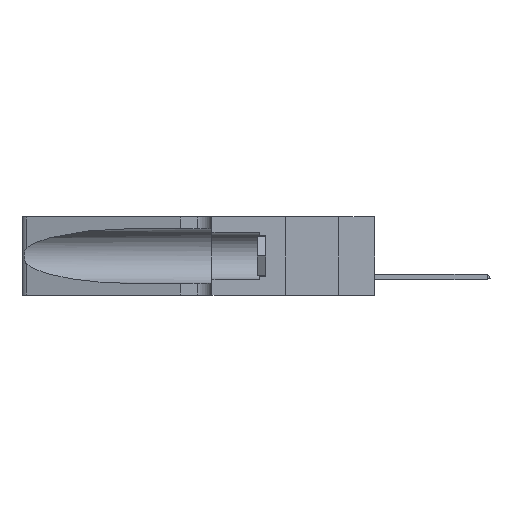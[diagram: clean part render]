
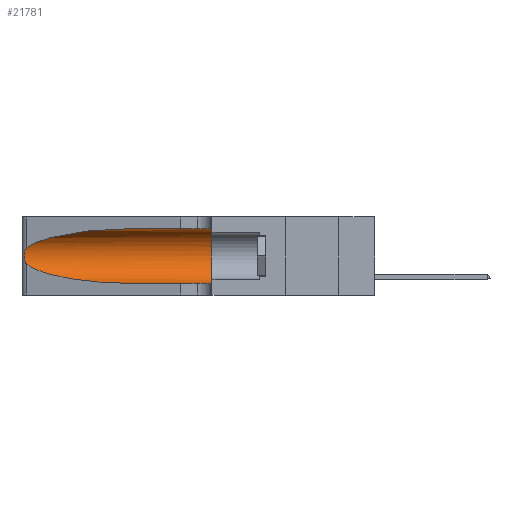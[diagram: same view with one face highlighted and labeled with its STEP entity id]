
A CAD part, left-side view. The second image highlights one B-rep face of the part: STEP entity #21781.
In plain terms, the highlighted cylindrical face has radius 3.308 mm (diameter 6.617 mm), a partial arc.
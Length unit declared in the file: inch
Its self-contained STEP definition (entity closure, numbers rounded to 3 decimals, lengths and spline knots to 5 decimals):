
#99 = CARTESIAN_POINT ( 'NONE',  ( 0.18966, 0.96281, 0.05475 ) ) ;
#489 = CARTESIAN_POINT ( 'NONE',  ( 0.26075, 1.23896, 0.178 ) ) ;
#744 = AXIS2_PLACEMENT_3D ( 'NONE', #42469, #1141, #4648 ) ;
#1141 = DIRECTION ( 'NONE',  ( 0., -1., 0. ) ) ;
#1845 = ORIENTED_EDGE ( 'NONE', *, *, #21681, .T. ) ;
#2210 = CARTESIAN_POINT ( 'NONE',  ( 0.2373, 1.15595, 0.28018 ) ) ;
#2878 = EDGE_CURVE ( 'NONE', #39280, #22514, #8610, .T. ) ;
#3697 = CARTESIAN_POINT ( 'NONE',  ( 0.25854, 1.2359, 0.20912 ) ) ;
#3842 = CARTESIAN_POINT ( 'NONE',  ( 0.25639, 1.23184, 0.21858 ) ) ;
#4648 = DIRECTION ( 'NONE',  ( 0., 0., -1. ) ) ;
#5178 = VERTEX_POINT ( 'NONE', #26552 ) ;
#5286 =( BOUNDED_CURVE ( )  B_SPLINE_CURVE ( 3, ( #13959, #41603, #99, #7264 ),
 .UNSPECIFIED., .F., .F. ) 
 B_SPLINE_CURVE_WITH_KNOTS ( ( 4, 4 ),
 ( 3.44316, 4.71239 ),
 .UNSPECIFIED. ) 
 CURVE ( )  GEOMETRIC_REPRESENTATION_ITEM ( )  RATIONAL_B_SPLINE_CURVE ( ( 1., 0.87, 0.87, 1. ) ) 
 REPRESENTATION_ITEM ( '' )  );
#6571 = LINE ( 'NONE', #24095, #23950 ) ;
#7264 = CARTESIAN_POINT ( 'NONE',  ( 0.1305, 0.72297, 0.05475 ) ) ;
#7348 = CARTESIAN_POINT ( 'NONE',  ( 0.25789, 1.23486, 0.15765 ) ) ;
#7490 = CARTESIAN_POINT ( 'NONE',  ( 0.26018, 1.23835, 0.19895 ) ) ;
#7631 = CARTESIAN_POINT ( 'NONE',  ( 0.25555, 1.22994, 0.2215 ) ) ;
#8517 = VERTEX_POINT ( 'NONE', #37180 ) ;
#8610 = CIRCLE ( 'NONE', #24442, 0.13025 ) ;
#10567 = CARTESIAN_POINT ( 'NONE',  ( 0.25555, 1.22993, 0.14849 ) ) ;
#10606 = VECTOR ( 'NONE', #21193, 39.37008 ) ;
#10753 = EDGE_CURVE ( 'NONE', #8517, #22514, #30734, .T. ) ;
#11378 = CARTESIAN_POINT ( 'NONE',  ( 0.1305, 0.35, 0.185 ) ) ;
#11627 = ORIENTED_EDGE ( 'NONE', *, *, #22411, .T. ) ;
#12587 = CARTESIAN_POINT ( 'NONE',  ( 0.18966, 0.96281, 0.31525 ) ) ;
#13049 = CARTESIAN_POINT ( 'NONE',  ( 0.25487, 1.22718, 0.14631 ) ) ;
#13959 = CARTESIAN_POINT ( 'NONE',  ( 0.25487, 1.22718, 0.14631 ) ) ;
#14177 = CARTESIAN_POINT ( 'NONE',  ( 0.25856, 1.23593, 0.16098 ) ) ;
#14328 = CARTESIAN_POINT ( 'NONE',  ( 0.25639, 1.23186, 0.15144 ) ) ;
#15218 = CARTESIAN_POINT ( 'NONE',  ( 0.1305, 0.35, 0.05475 ) ) ;
#16370 = FACE_OUTER_BOUND ( 'NONE', #22802, .T. ) ;
#20890 = B_SPLINE_CURVE_WITH_KNOTS ( 'NONE', 3,
 ( #31667, #7631, #3842, #21307, #3697, #7490, #28171, #489, #21020, #14177, #7348, #14328, #10567, #34873 ),
 .UNSPECIFIED., .F., .F.,
 ( 4, 2, 2, 2, 2, 2, 4 ),
 ( 0., 0.00027, 0.00053, 0.00107, 0.0016, 0.00187, 0.00214 ),
 .UNSPECIFIED. ) ;
#21020 = CARTESIAN_POINT ( 'NONE',  ( 0.26017, 1.23833, 0.17102 ) ) ;
#21193 = DIRECTION ( 'NONE',  ( 0., -1., 0. ) ) ;
#21307 = CARTESIAN_POINT ( 'NONE',  ( 0.25787, 1.23484, 0.2124 ) ) ;
#21681 = EDGE_CURVE ( 'NONE', #42402, #8517, #5286, .T. ) ;
#21781 = ADVANCED_FACE ( 'NONE', ( #16370 ), #28336, .F. ) ;
#21968 = CARTESIAN_POINT ( 'NONE',  ( 0.1305, 0.35, 0.31525 ) ) ;
#22411 = EDGE_CURVE ( 'NONE', #5178, #42402, #20890, .T. ) ;
#22514 = VERTEX_POINT ( 'NONE', #15218 ) ;
#22802 = EDGE_LOOP ( 'NONE', ( #38924, #11627, #1845, #27585, #24859, #33220 ) ) ;
#23539 = VERTEX_POINT ( 'NONE', #30806 ) ;
#23950 = VECTOR ( 'NONE', #24249, 39.37008 ) ;
#24095 = CARTESIAN_POINT ( 'NONE',  ( 0.1305, 1.61858, 0.31525 ) ) ;
#24249 = DIRECTION ( 'NONE',  ( 0., -1., 0. ) ) ;
#24442 = AXIS2_PLACEMENT_3D ( 'NONE', #11378, #39142, #29434 ) ;
#24859 = ORIENTED_EDGE ( 'NONE', *, *, #2878, .F. ) ;
#26403 = CARTESIAN_POINT ( 'NONE',  ( 0.1305, 0.72297, 0.31525 ) ) ;
#26552 = CARTESIAN_POINT ( 'NONE',  ( 0.25487, 1.22718, 0.22369 ) ) ;
#27585 = ORIENTED_EDGE ( 'NONE', *, *, #10753, .T. ) ;
#28171 = CARTESIAN_POINT ( 'NONE',  ( 0.26075, 1.23896, 0.19203 ) ) ;
#28336 = CYLINDRICAL_SURFACE ( 'NONE', #744, 0.13025 ) ;
#29434 = DIRECTION ( 'NONE',  ( 0., 0., 1. ) ) ;
#30734 = LINE ( 'NONE', #41567, #10606 ) ;
#30806 = CARTESIAN_POINT ( 'NONE',  ( 0.1305, 0.72297, 0.31525 ) ) ;
#31667 = CARTESIAN_POINT ( 'NONE',  ( 0.25487, 1.22718, 0.22369 ) ) ;
#33220 = ORIENTED_EDGE ( 'NONE', *, *, #42513, .F. ) ;
#34873 = CARTESIAN_POINT ( 'NONE',  ( 0.25487, 1.22718, 0.14631 ) ) ;
#35100 =( BOUNDED_CURVE ( )  B_SPLINE_CURVE ( 3, ( #26403, #12587, #2210, #40652 ),
 .UNSPECIFIED., .F., .F. ) 
 B_SPLINE_CURVE_WITH_KNOTS ( ( 4, 4 ),
 ( 1.5708, 2.84003 ),
 .UNSPECIFIED. ) 
 CURVE ( )  GEOMETRIC_REPRESENTATION_ITEM ( )  RATIONAL_B_SPLINE_CURVE ( ( 1., 0.87, 0.87, 1. ) ) 
 REPRESENTATION_ITEM ( '' )  );
#37180 = CARTESIAN_POINT ( 'NONE',  ( 0.1305, 0.72297, 0.05475 ) ) ;
#37713 = EDGE_CURVE ( 'NONE', #23539, #5178, #35100, .T. ) ;
#38924 = ORIENTED_EDGE ( 'NONE', *, *, #37713, .T. ) ;
#39142 = DIRECTION ( 'NONE',  ( 0., 1., 0. ) ) ;
#39280 = VERTEX_POINT ( 'NONE', #21968 ) ;
#40652 = CARTESIAN_POINT ( 'NONE',  ( 0.25487, 1.22718, 0.22369 ) ) ;
#41567 = CARTESIAN_POINT ( 'NONE',  ( 0.1305, 1.61858, 0.05475 ) ) ;
#41603 = CARTESIAN_POINT ( 'NONE',  ( 0.2373, 1.15595, 0.08982 ) ) ;
#42402 = VERTEX_POINT ( 'NONE', #13049 ) ;
#42469 = CARTESIAN_POINT ( 'NONE',  ( 0.1305, 1.61858, 0.185 ) ) ;
#42513 = EDGE_CURVE ( 'NONE', #23539, #39280, #6571, .T. ) ;
